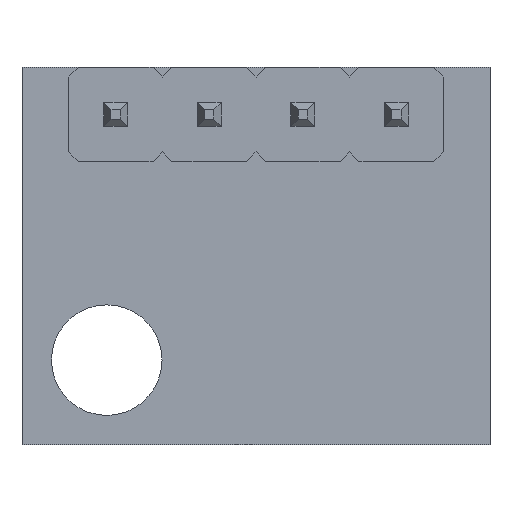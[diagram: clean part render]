
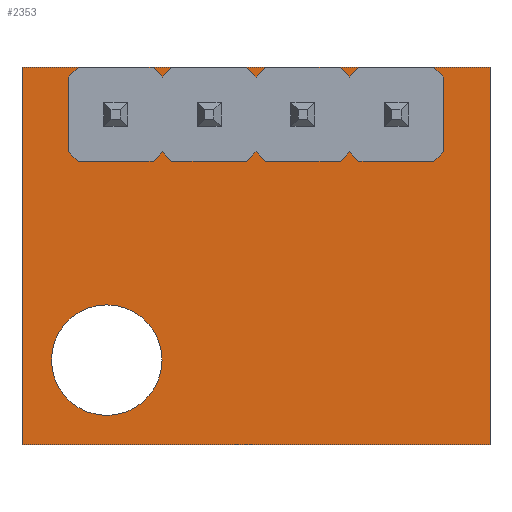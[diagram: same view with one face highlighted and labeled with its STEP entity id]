
A CAD part, front view. The second image highlights one B-rep face of the part: STEP entity #2353.
In plain terms, the highlighted planar face has unit normal (0, -1, 0).
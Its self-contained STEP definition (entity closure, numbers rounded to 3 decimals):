
#12=CIRCLE('',#2504,1.5);
#42=FACE_BOUND('',#310,.T.);
#165=FACE_OUTER_BOUND('',#309,.T.);
#309=EDGE_LOOP('',(#1997,#1998,#1999,#2000));
#310=EDGE_LOOP('',(#2001));
#594=LINE('',#3682,#899);
#598=LINE('',#3690,#903);
#601=LINE('',#3696,#906);
#604=LINE('',#3701,#909);
#899=VECTOR('',#3045,10.);
#903=VECTOR('',#3051,10.);
#906=VECTOR('',#3056,10.);
#909=VECTOR('',#3061,10.);
#1098=VERTEX_POINT('',#3676);
#1099=VERTEX_POINT('',#3680);
#1100=VERTEX_POINT('',#3681);
#1103=VERTEX_POINT('',#3689);
#1105=VERTEX_POINT('',#3695);
#1395=EDGE_CURVE('',#1098,#1098,#12,.T.);
#1396=EDGE_CURVE('',#1099,#1100,#594,.T.);
#1400=EDGE_CURVE('',#1103,#1099,#598,.T.);
#1403=EDGE_CURVE('',#1105,#1103,#601,.T.);
#1406=EDGE_CURVE('',#1100,#1105,#604,.T.);
#1997=ORIENTED_EDGE('',*,*,#1406,.F.);
#1998=ORIENTED_EDGE('',*,*,#1396,.F.);
#1999=ORIENTED_EDGE('',*,*,#1400,.F.);
#2000=ORIENTED_EDGE('',*,*,#1403,.F.);
#2001=ORIENTED_EDGE('',*,*,#1395,.F.);
#2171=PLANE('',#2510);
#2353=ADVANCED_FACE('',(#165,#42),#2171,.F.);
#2504=AXIS2_PLACEMENT_3D('',#3678,#3041,#3042);
#2510=AXIS2_PLACEMENT_3D('',#3704,#3065,#3066);
#3041=DIRECTION('center_axis',(0.,-1.,0.));
#3042=DIRECTION('ref_axis',(1.,0.,0.));
#3045=DIRECTION('',(-1.,0.,0.));
#3051=DIRECTION('',(0.,0.,-1.));
#3056=DIRECTION('',(1.,0.,0.));
#3061=DIRECTION('',(0.,0.,1.));
#3065=DIRECTION('center_axis',(0.,1.,0.));
#3066=DIRECTION('ref_axis',(1.,0.,0.));
#3676=CARTESIAN_POINT('',(0.8,0.,-7.95));
#3678=CARTESIAN_POINT('Origin',(2.3,0.,-7.95));
#3680=CARTESIAN_POINT('',(12.7,0.,-10.25));
#3681=CARTESIAN_POINT('',(0.,0.,-10.25));
#3682=CARTESIAN_POINT('',(12.7,0.,-10.25));
#3689=CARTESIAN_POINT('',(12.7,0.,0.));
#3690=CARTESIAN_POINT('',(12.7,0.,0.));
#3695=CARTESIAN_POINT('',(0.,0.,0.));
#3696=CARTESIAN_POINT('',(0.,0.,0.));
#3701=CARTESIAN_POINT('',(0.,0.,-10.25));
#3704=CARTESIAN_POINT('Origin',(6.35,0.,-5.125));
